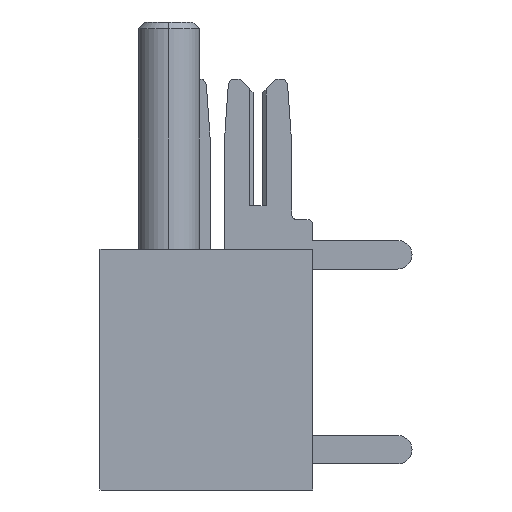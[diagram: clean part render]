
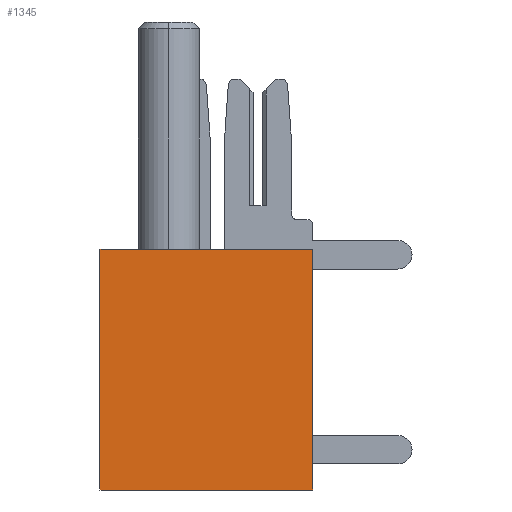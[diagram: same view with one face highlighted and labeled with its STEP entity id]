
A CAD part, left-side view. The second image highlights one B-rep face of the part: STEP entity #1345.
In plain terms, the highlighted planar face has unit normal (-1, 0, 0).
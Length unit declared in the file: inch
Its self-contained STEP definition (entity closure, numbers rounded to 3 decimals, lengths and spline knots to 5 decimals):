
#319 = VECTOR ( 'NONE', #6815, 39.37008 ) ;
#361 = EDGE_LOOP ( 'NONE', ( #8367, #3874, #677, #1520 ) ) ;
#586 = DIRECTION ( 'NONE',  ( 0., -1., 0. ) ) ;
#677 = ORIENTED_EDGE ( 'NONE', *, *, #6302, .T. ) ;
#1006 = CARTESIAN_POINT ( 'NONE',  ( 0., 0.327, -0.37 ) ) ;
#1012 = LINE ( 'NONE', #7353, #319 ) ;
#1253 = DIRECTION ( 'NONE',  ( 0., -1., 0. ) ) ;
#1280 = VECTOR ( 'NONE', #6056, 39.37008 ) ;
#1345 = ADVANCED_FACE ( 'NONE', ( #1410 ), #6118, .T. ) ;
#1410 = FACE_OUTER_BOUND ( 'NONE', #361, .T. ) ;
#1520 = ORIENTED_EDGE ( 'NONE', *, *, #2220, .T. ) ;
#1560 = CARTESIAN_POINT ( 'NONE',  ( 0., 0.327, 0. ) ) ;
#1725 = VERTEX_POINT ( 'NONE', #7305 ) ;
#2220 = EDGE_CURVE ( 'NONE', #7857, #1725, #7545, .T. ) ;
#2440 = LINE ( 'NONE', #8396, #6974 ) ;
#2586 = VECTOR ( 'NONE', #1253, 39.37008 ) ;
#2791 = DIRECTION ( 'NONE',  ( 0., 0., 1. ) ) ;
#3874 = ORIENTED_EDGE ( 'NONE', *, *, #4806, .F. ) ;
#4444 = AXIS2_PLACEMENT_3D ( 'NONE', #6786, #5374, #2791 ) ;
#4465 = EDGE_CURVE ( 'NONE', #5309, #1725, #2440, .T. ) ;
#4806 = EDGE_CURVE ( 'NONE', #8045, #5309, #1012, .T. ) ;
#5309 = VERTEX_POINT ( 'NONE', #1560 ) ;
#5374 = DIRECTION ( 'NONE',  ( -1., 0., 0. ) ) ;
#5838 = CARTESIAN_POINT ( 'NONE',  ( 0., 0., -0.37 ) ) ;
#6056 = DIRECTION ( 'NONE',  ( 0., 0., 1. ) ) ;
#6118 = PLANE ( 'NONE',  #4444 ) ;
#6302 = EDGE_CURVE ( 'NONE', #8045, #7857, #8046, .T. ) ;
#6786 = CARTESIAN_POINT ( 'NONE',  ( 0., 0., -0.37 ) ) ;
#6815 = DIRECTION ( 'NONE',  ( 0., 0., 1. ) ) ;
#6825 = CARTESIAN_POINT ( 'NONE',  ( 0., 0., -0.37 ) ) ;
#6974 = VECTOR ( 'NONE', #586, 39.37008 ) ;
#7305 = CARTESIAN_POINT ( 'NONE',  ( 0., 0., 0. ) ) ;
#7353 = CARTESIAN_POINT ( 'NONE',  ( 0., 0.327, -0.37 ) ) ;
#7545 = LINE ( 'NONE', #8026, #1280 ) ;
#7857 = VERTEX_POINT ( 'NONE', #6825 ) ;
#8026 = CARTESIAN_POINT ( 'NONE',  ( 0., 0., -0.37 ) ) ;
#8045 = VERTEX_POINT ( 'NONE', #1006 ) ;
#8046 = LINE ( 'NONE', #5838, #2586 ) ;
#8367 = ORIENTED_EDGE ( 'NONE', *, *, #4465, .F. ) ;
#8396 = CARTESIAN_POINT ( 'NONE',  ( 0., 0., 0. ) ) ;
